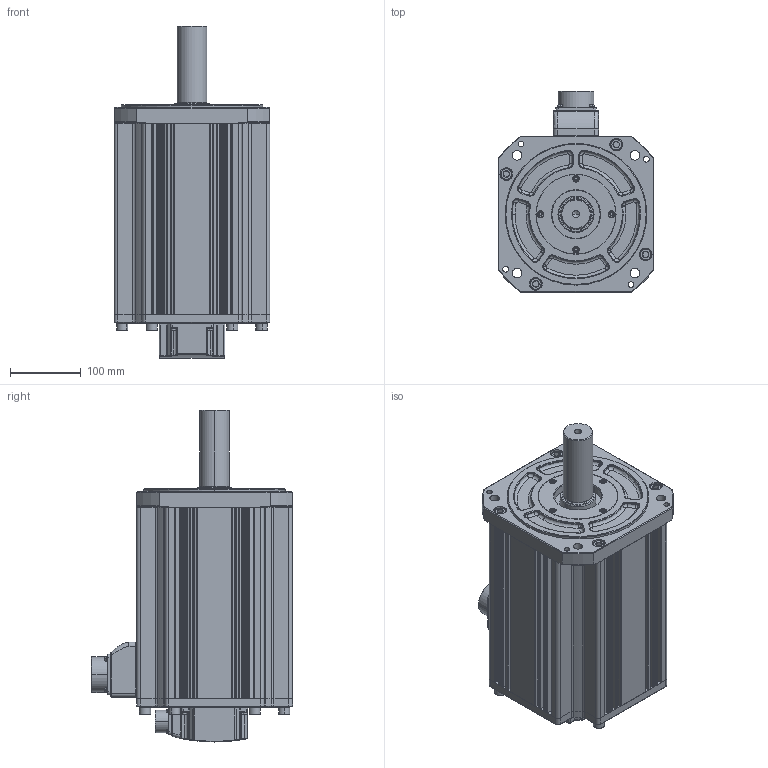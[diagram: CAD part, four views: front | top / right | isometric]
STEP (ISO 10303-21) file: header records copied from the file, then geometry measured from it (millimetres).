
FILE_DESCRIPTION (( 'STEP AP214' ), '1' );
FILE_NAME ('FM22GA002-3_Out Line(APM-FG110G_N).STEP', '2018-12-12T07:17:27', ( '' ), ( '' ), 'SwSTEP 2.0', 'SolidWorks 2011', '' );
FILE_SCHEMA (( 'AUTOMOTIVE_DESIGN' ));
Length unit declared in the file: millimetre
Products named in the file (1): FM22GA002-3_Out Line(APM-FG110G_N)
Bounding box: 220 x 283.7 x 468.5 mm (x, y, z)
Volume: 13399153.2 mm3; surface area: 821515.1 mm2
Topology: 56 solids, 56 shells, 2109 faces, 5258 edges, 3328 vertices
Faces by surface type: cylinder 834, plane 709, cone 272, torus 149, bspline 145
Entity records: 95016 total; most frequent: CARTESIAN_POINT 20565, DIRECTION 10896, ORIENTED_EDGE 10372, EDGE_CURVE 5186, AXIS2_PLACEMENT_3D 4217, VERTEX_POINT 3328, VECTOR 2462, LINE 2462
